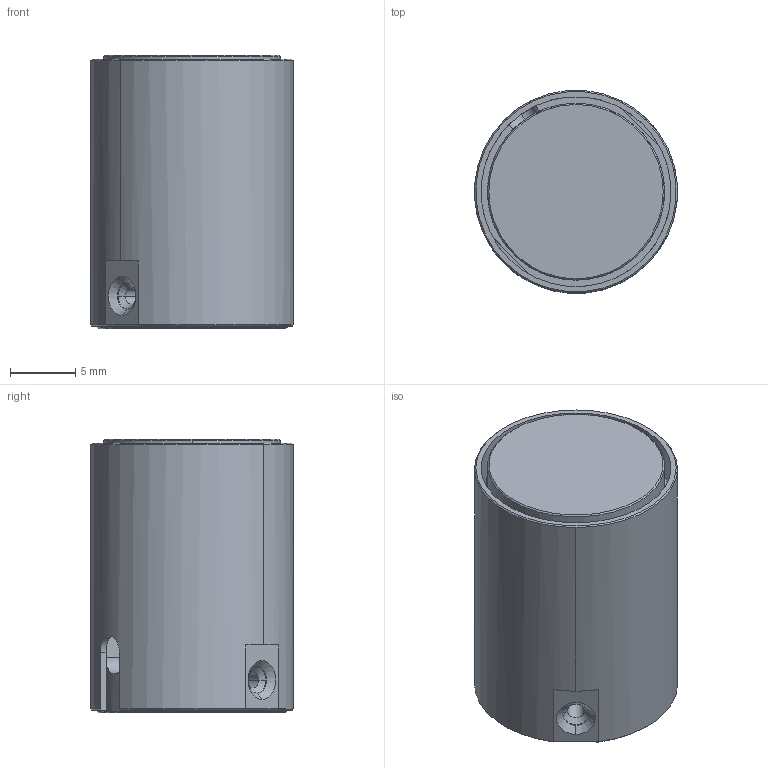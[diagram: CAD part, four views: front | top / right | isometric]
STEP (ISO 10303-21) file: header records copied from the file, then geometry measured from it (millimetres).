
FILE_DESCRIPTION (( 'STEP AP203' ), '1' );
FILE_NAME ('S30T1装配体三维图21.11.03.STEP', '2021-11-03T02:04:13', ( '' ), ( '' ), 'SwSTEP 2.0', 'SolidWorks 2016', '' );
FILE_SCHEMA (( 'CONFIG_CONTROL_DESIGN' ));
Length unit declared in the file: millimetre
Products named in the file (1): S30T1装配体三维图21.11.03
Bounding box: 15.58 x 15.58 x 21 mm (x, y, z)
Volume: 3793.6 mm3; surface area: 3437.6 mm2
Topology: 2 solids, 2 shells, 104 faces, 284 edges, 172 vertices
Faces by surface type: cylinder 52, cone 26, plane 26
Entity records: 3497 total; most frequent: CARTESIAN_POINT 799, ORIENTED_EDGE 560, DIRECTION 548, EDGE_CURVE 280, AXIS2_PLACEMENT_3D 205, VERTEX_POINT 172, LINE 138, VECTOR 138
